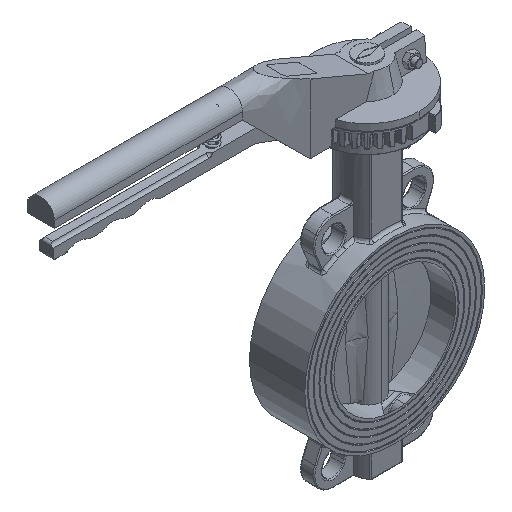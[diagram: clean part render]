
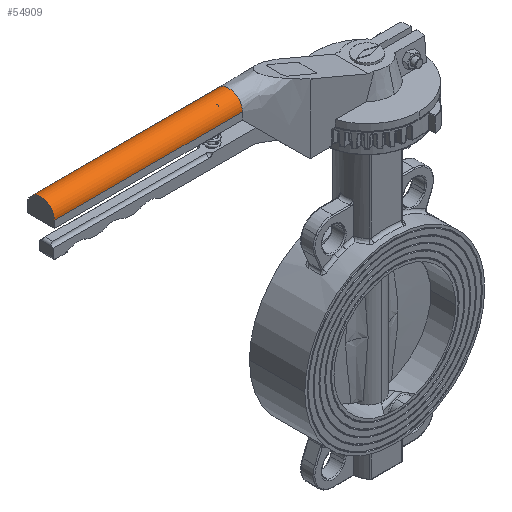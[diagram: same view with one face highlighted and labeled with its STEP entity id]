
A CAD part, isometric view. The second image highlights one B-rep face of the part: STEP entity #54909.
In plain terms, the highlighted cylindrical face has radius 13.75 mm (diameter 27.5 mm), a partial arc.
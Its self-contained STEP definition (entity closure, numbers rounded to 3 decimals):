
#54842=CARTESIAN_POINT('',(-330.,13.75,262.75));
#54843=VERTEX_POINT('',#54842);
#54850=CARTESIAN_POINT('',(-140.,13.75,262.75));
#54851=VERTEX_POINT('',#54850);
#54852=CARTESIAN_POINT('',(-140.,13.75,262.75));
#54853=DIRECTION('',(-1.,0.,0.));
#54854=VECTOR('',#54853,190.);
#54855=LINE('',#54852,#54854);
#54856=EDGE_CURVE('',#54851,#54843,#54855,.T.);
#54868=CARTESIAN_POINT('',(-140.,0.,262.75));
#54869=DIRECTION('',(-1.,-0.,0.));
#54870=DIRECTION('',(0.,-1.,-0.));
#54871=AXIS2_PLACEMENT_3D('',#54868,#54869,#54870);
#54872=CYLINDRICAL_SURFACE('',#54871,13.75);
#54873=CARTESIAN_POINT('',(-330.,-13.75,262.75));
#54874=VERTEX_POINT('',#54873);
#54875=CARTESIAN_POINT('',(-330.,0.,262.75));
#54876=DIRECTION('',(1.,0.,-0.));
#54877=DIRECTION('',(0.,-1.,-0.));
#54878=AXIS2_PLACEMENT_3D('',#54875,#54876,#54877);
#54879=CIRCLE('',#54878,13.75);
#54880=EDGE_CURVE('',#54843,#54874,#54879,.T.);
#54881=ORIENTED_EDGE('',*,*,#54880,.T.);
#54882=CARTESIAN_POINT('',(-140.,-13.75,262.75));
#54883=VERTEX_POINT('',#54882);
#54884=CARTESIAN_POINT('',(-140.,-13.75,262.75));
#54885=DIRECTION('',(-1.,0.,0.));
#54886=VECTOR('',#54885,190.);
#54887=LINE('',#54884,#54886);
#54888=EDGE_CURVE('',#54883,#54874,#54887,.T.);
#54889=ORIENTED_EDGE('',*,*,#54888,.F.);
#54890=CARTESIAN_POINT('',(-140.,0.,276.5));
#54891=VERTEX_POINT('',#54890);
#54892=CARTESIAN_POINT('',(-140.,0.,262.75));
#54893=DIRECTION('',(1.,0.,-0.));
#54894=DIRECTION('',(0.,-1.,-0.));
#54895=AXIS2_PLACEMENT_3D('',#54892,#54893,#54894);
#54896=CIRCLE('',#54895,13.75);
#54897=EDGE_CURVE('',#54891,#54883,#54896,.T.);
#54898=ORIENTED_EDGE('',*,*,#54897,.F.);
#54899=CARTESIAN_POINT('',(-140.,0.,262.75));
#54900=DIRECTION('',(1.,0.,-0.));
#54901=DIRECTION('',(0.,-1.,-0.));
#54902=AXIS2_PLACEMENT_3D('',#54899,#54900,#54901);
#54903=CIRCLE('',#54902,13.75);
#54904=EDGE_CURVE('',#54851,#54891,#54903,.T.);
#54905=ORIENTED_EDGE('',*,*,#54904,.F.);
#54906=ORIENTED_EDGE('',*,*,#54856,.T.);
#54907=EDGE_LOOP('',(#54881,#54889,#54898,#54905,#54906));
#54908=FACE_BOUND('',#54907,.T.);
#54909=ADVANCED_FACE('',(#54908),#54872,.T.);
